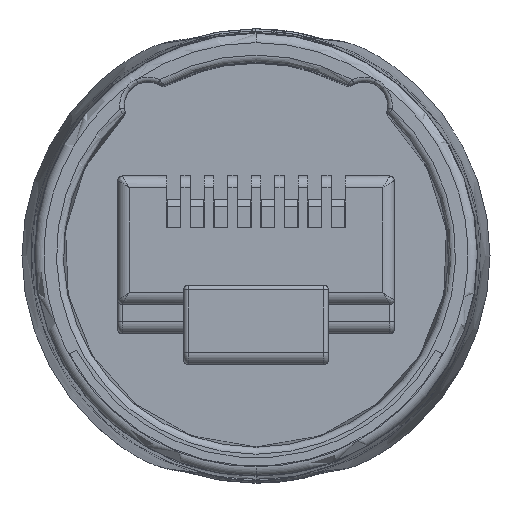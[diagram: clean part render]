
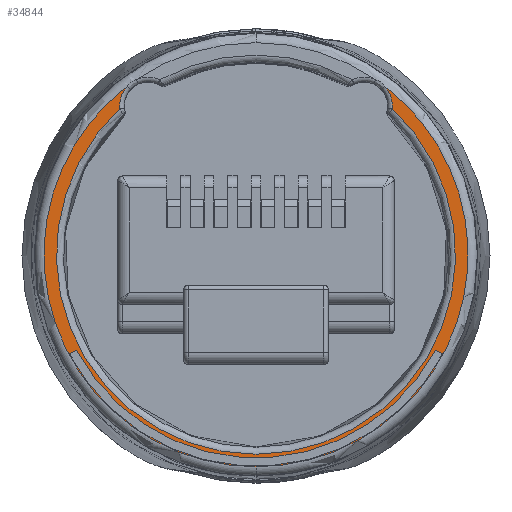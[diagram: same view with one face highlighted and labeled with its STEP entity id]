
A CAD part, top view. The second image highlights one B-rep face of the part: STEP entity #34844.
In plain terms, the highlighted planar face has unit normal (0, 0, 1).
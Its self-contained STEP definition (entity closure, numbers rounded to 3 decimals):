
#12046=CARTESIAN_POINT('',(-4.603,6.359,14.9));
#12047=DIRECTION('',(0.,0.,-1.));
#12048=DIRECTION('',(-0.993,-0.119,0.));
#12049=AXIS2_PLACEMENT_3D('',#12046,#12047,#12048);
#12051=CARTESIAN_POINT('',(0.,0.,14.9));
#12052=DIRECTION('',(0.,0.,1.));
#12053=DIRECTION('',(-0.682,0.731,0.));
#12054=AXIS2_PLACEMENT_3D('',#12051,#12052,#12053);
#12056=CARTESIAN_POINT('',(4.603,6.359,14.9));
#12057=DIRECTION('',(0.,0.,-1.));
#12058=DIRECTION('',(0.739,0.673,0.));
#12059=AXIS2_PLACEMENT_3D('',#12056,#12057,#12058);
#12061=CARTESIAN_POINT('',(0.,0.,14.9));
#12062=DIRECTION('',(0.,0.,1.));
#12063=DIRECTION('',(0.,-1.,0.));
#12064=AXIS2_PLACEMENT_3D('',#12061,#12062,#12063);
#12066=CARTESIAN_POINT('',(0.,0.,14.9));
#12067=DIRECTION('',(0.,0.,1.));
#12068=DIRECTION('',(-0.608,0.794,0.));
#12069=AXIS2_PLACEMENT_3D('',#12066,#12067,#12068);
#12071=DIRECTION('',(-0.883,-0.469,0.));
#12072=VECTOR('',#12071,0.35);
#12073=CARTESIAN_POINT('',(-7.637,-4.061,14.9));
#12074=LINE('',#12073,#12072);
#12075=CARTESIAN_POINT('',(0.,0.,14.9));
#12076=DIRECTION('',(0.,0.,1.));
#12077=DIRECTION('',(-0.883,-0.469,0.));
#12078=AXIS2_PLACEMENT_3D('',#12075,#12076,#12077);
#12080=DIRECTION('',(-0.883,0.469,0.));
#12081=VECTOR('',#12080,0.35);
#12082=CARTESIAN_POINT('',(7.947,-4.225,14.9));
#12083=LINE('',#12082,#12081);
#12084=CARTESIAN_POINT('',(0.,0.,14.9));
#12085=DIRECTION('',(0.,0.,1.));
#12086=DIRECTION('',(-0.883,-0.469,0.));
#12087=AXIS2_PLACEMENT_3D('',#12084,#12085,#12086);
#12421=CARTESIAN_POINT('',(-5.49,7.167,14.9));
#12518=CARTESIAN_POINT('',(5.794,6.216,14.9));
#16291=CARTESIAN_POINT('',(0.,-9.028,14.9));
#16292=VERTEX_POINT('',#16291);
#16301=VERTEX_POINT('',#12421);
#16303=CARTESIAN_POINT('',(-5.794,6.216,14.9));
#16304=VERTEX_POINT('',#16303);
#16309=VERTEX_POINT('',#12518);
#16313=CARTESIAN_POINT('',(5.49,7.167,14.9));
#16314=VERTEX_POINT('',#16313);
#16337=CARTESIAN_POINT('',(-7.637,-4.061,14.9));
#16338=VERTEX_POINT('',#16337);
#16339=CARTESIAN_POINT('',(-7.947,-4.225,14.9));
#16340=VERTEX_POINT('',#16339);
#16341=CARTESIAN_POINT('',(7.947,-4.225,14.9));
#16342=VERTEX_POINT('',#16341);
#16343=CARTESIAN_POINT('',(7.637,-4.061,14.9));
#16344=VERTEX_POINT('',#16343);
#34819=CARTESIAN_POINT('',(0.,0.,14.9));
#34820=DIRECTION('',(0.,0.,-1.));
#34821=DIRECTION('',(0.,-1.,0.));
#34822=AXIS2_PLACEMENT_3D('',#34819,#34820,#34821);
#34823=PLANE('',#34822);
#34825=ORIENTED_EDGE('',*,*,#34824,.F.);
#34827=ORIENTED_EDGE('',*,*,#34826,.T.);
#34828=ORIENTED_EDGE('',*,*,#34792,.F.);
#34829=ORIENTED_EDGE('',*,*,#34747,.F.);
#34831=ORIENTED_EDGE('',*,*,#34830,.F.);
#34832=EDGE_LOOP('',(#34825,#34827,#34828,#34829,#34831));
#34833=FACE_OUTER_BOUND('',#34832,.F.);
#34835=ORIENTED_EDGE('',*,*,#34834,.T.);
#34837=ORIENTED_EDGE('',*,*,#34836,.T.);
#34839=ORIENTED_EDGE('',*,*,#34838,.T.);
#34841=ORIENTED_EDGE('',*,*,#34840,.F.);
#34842=EDGE_LOOP('',(#34835,#34837,#34839,#34841));
#34843=FACE_BOUND('',#34842,.F.);
#34844=ADVANCED_FACE('',(#34833,#34843),#34823,.F.);
#12050=CIRCLE('',#12049,1.2);
#12055=CIRCLE('',#12054,8.498);
#12060=CIRCLE('',#12059,1.2);
#12065=CIRCLE('',#12064,9.028);
#12070=CIRCLE('',#12069,9.028);
#12079=CIRCLE('',#12078,9.);
#12088=CIRCLE('',#12087,8.65);
#34747=EDGE_CURVE('',#16292,#16314,#12065,.T.);
#34792=EDGE_CURVE('',#16314,#16309,#12060,.T.);
#34824=EDGE_CURVE('',#16304,#16301,#12050,.T.);
#34826=EDGE_CURVE('',#16304,#16309,#12055,.T.);
#34830=EDGE_CURVE('',#16301,#16292,#12070,.T.);
#34834=EDGE_CURVE('',#16338,#16340,#12074,.T.);
#34836=EDGE_CURVE('',#16340,#16342,#12079,.T.);
#34838=EDGE_CURVE('',#16342,#16344,#12083,.T.);
#34840=EDGE_CURVE('',#16338,#16344,#12088,.T.);
